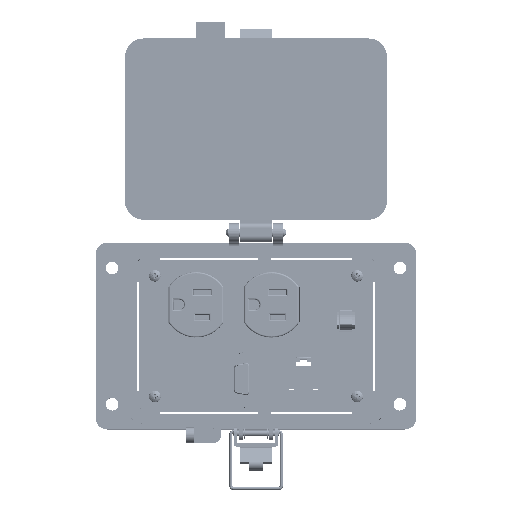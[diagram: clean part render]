
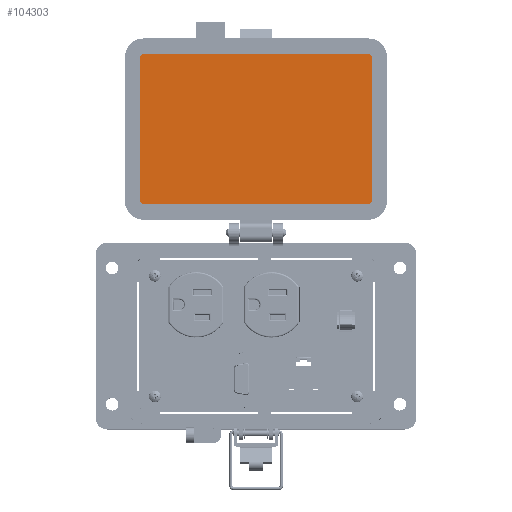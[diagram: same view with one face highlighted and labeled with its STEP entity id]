
A CAD part, top view. The second image highlights one B-rep face of the part: STEP entity #104303.
In plain terms, the highlighted planar face has unit normal (0, 0, 1).
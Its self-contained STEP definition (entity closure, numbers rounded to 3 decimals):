
#767 = CARTESIAN_POINT ( 'NONE',  ( -30.745, 145.119, 8.694 ) ) ;
#3052 = CARTESIAN_POINT ( 'NONE',  ( -59.505, 69.55, 8.694 ) ) ;
#3519 = ORIENTED_EDGE ( 'NONE', *, *, #27576, .F. ) ;
#3795 = CARTESIAN_POINT ( 'NONE',  ( -59.505, 143.334, 8.694 ) ) ;
#4565 = CARTESIAN_POINT ( 'NONE',  ( -57.72, 67.765, 8.694 ) ) ;
#7705 = EDGE_CURVE ( 'NONE', #100855, #8491, #24214, .T. ) ;
#8185 = VECTOR ( 'NONE', #74976, 1000. ) ;
#8491 = VERTEX_POINT ( 'NONE', #3052 ) ;
#8547 = EDGE_CURVE ( 'NONE', #95899, #62312, #64505, .T. ) ;
#9804 = DIRECTION ( 'NONE',  ( 0., -1., 0. ) ) ;
#14258 = VERTEX_POINT ( 'NONE', #74510 ) ;
#15277 = CARTESIAN_POINT ( 'NONE',  ( 57.717, 145.119, 8.694 ) ) ;
#18840 = EDGE_CURVE ( 'NONE', #114764, #95899, #99028, .T. ) ;
#19957 = AXIS2_PLACEMENT_3D ( 'NONE', #92623, #39014, #101595 ) ;
#21266 = CIRCLE ( 'NONE', #60589, 1.785 ) ;
#23735 = VECTOR ( 'NONE', #99351, 1000. ) ;
#23749 = DIRECTION ( 'NONE',  ( -1., 0., 0. ) ) ;
#24214 = CIRCLE ( 'NONE', #49964, 1.785 ) ;
#26278 = ORIENTED_EDGE ( 'NONE', *, *, #7705, .F. ) ;
#26710 = CARTESIAN_POINT ( 'NONE',  ( 57.717, 69.55, 8.694 ) ) ;
#26905 = VECTOR ( 'NONE', #23749, 1000. ) ;
#27357 = ORIENTED_EDGE ( 'NONE', *, *, #8547, .F. ) ;
#27576 = EDGE_CURVE ( 'NONE', #55058, #100855, #50656, .T. ) ;
#34709 = CARTESIAN_POINT ( 'NONE',  ( 57.717, 145.119, 8.694 ) ) ;
#34930 = DIRECTION ( 'NONE',  ( 0., 0., -1. ) ) ;
#35639 = DIRECTION ( 'NONE',  ( 0., -1., 0. ) ) ;
#39014 = DIRECTION ( 'NONE',  ( 0., 0., -1. ) ) ;
#45185 = ORIENTED_EDGE ( 'NONE', *, *, #92905, .F. ) ;
#45717 = CARTESIAN_POINT ( 'NONE',  ( 59.502, 69.55, 8.694 ) ) ;
#46307 = VERTEX_POINT ( 'NONE', #92687 ) ;
#47610 = ORIENTED_EDGE ( 'NONE', *, *, #53332, .F. ) ;
#48780 = CARTESIAN_POINT ( 'NONE',  ( 57.717, 143.334, 8.694 ) ) ;
#49203 = AXIS2_PLACEMENT_3D ( 'NONE', #767, #63326, #9804 ) ;
#49964 = AXIS2_PLACEMENT_3D ( 'NONE', #88484, #34930, #97528 ) ;
#50656 = LINE ( 'NONE', #68240, #26905 ) ;
#53332 = EDGE_CURVE ( 'NONE', #46307, #55058, #21266, .T. ) ;
#53868 = ORIENTED_EDGE ( 'NONE', *, *, #18840, .F. ) ;
#55058 = VERTEX_POINT ( 'NONE', #102751 ) ;
#57761 = DIRECTION ( 'NONE',  ( 0., -1., 0. ) ) ;
#58488 = CARTESIAN_POINT ( 'NONE',  ( 59.502, 143.334, 8.694 ) ) ;
#60589 = AXIS2_PLACEMENT_3D ( 'NONE', #26710, #89226, #35639 ) ;
#62312 = VERTEX_POINT ( 'NONE', #58488 ) ;
#63326 = DIRECTION ( 'NONE',  ( 0., 0., 1. ) ) ;
#64505 = CIRCLE ( 'NONE', #74814, 1.785 ) ;
#68240 = CARTESIAN_POINT ( 'NONE',  ( -57.72, 67.765, 8.694 ) ) ;
#72384 = VECTOR ( 'NONE', #97294, 1000. ) ;
#74510 = CARTESIAN_POINT ( 'NONE',  ( -59.505, 143.334, 8.694 ) ) ;
#74814 = AXIS2_PLACEMENT_3D ( 'NONE', #48780, #111402, #57761 ) ;
#74976 = DIRECTION ( 'NONE',  ( 0., 1., 0. ) ) ;
#85522 = CARTESIAN_POINT ( 'NONE',  ( -57.72, 145.119, 8.694 ) ) ;
#88484 = CARTESIAN_POINT ( 'NONE',  ( -57.72, 69.55, 8.694 ) ) ;
#89212 = FACE_OUTER_BOUND ( 'NONE', #112727, .T. ) ;
#89226 = DIRECTION ( 'NONE',  ( 0., 0., -1. ) ) ;
#89517 = EDGE_CURVE ( 'NONE', #14258, #114764, #110235, .T. ) ;
#92623 = CARTESIAN_POINT ( 'NONE',  ( -57.72, 143.334, 8.694 ) ) ;
#92687 = CARTESIAN_POINT ( 'NONE',  ( 59.502, 69.55, 8.694 ) ) ;
#92905 = EDGE_CURVE ( 'NONE', #62312, #46307, #116021, .T. ) ;
#95899 = VERTEX_POINT ( 'NONE', #15277 ) ;
#96099 = ORIENTED_EDGE ( 'NONE', *, *, #89517, .F. ) ;
#97294 = DIRECTION ( 'NONE',  ( 1., 0., 0. ) ) ;
#97528 = DIRECTION ( 'NONE',  ( 0., -1., 0. ) ) ;
#99028 = LINE ( 'NONE', #34709, #72384 ) ;
#99351 = DIRECTION ( 'NONE',  ( 0., -1., 0. ) ) ;
#100855 = VERTEX_POINT ( 'NONE', #4565 ) ;
#101595 = DIRECTION ( 'NONE',  ( 0., -1., 0. ) ) ;
#102427 = EDGE_CURVE ( 'NONE', #8491, #14258, #103366, .T. ) ;
#102751 = CARTESIAN_POINT ( 'NONE',  ( 57.717, 67.765, 8.694 ) ) ;
#103366 = LINE ( 'NONE', #3795, #8185 ) ;
#104303 = ADVANCED_FACE ( 'NONE', ( #89212 ), #107533, .T. ) ;
#107533 = PLANE ( 'NONE',  #49203 ) ;
#110235 = CIRCLE ( 'NONE', #19957, 1.785 ) ;
#111402 = DIRECTION ( 'NONE',  ( 0., 0., -1. ) ) ;
#112727 = EDGE_LOOP ( 'NONE', ( #96099, #113119, #26278, #3519, #47610, #45185, #27357, #53868 ) ) ;
#113119 = ORIENTED_EDGE ( 'NONE', *, *, #102427, .F. ) ;
#114764 = VERTEX_POINT ( 'NONE', #85522 ) ;
#116021 = LINE ( 'NONE', #45717, #23735 ) ;
